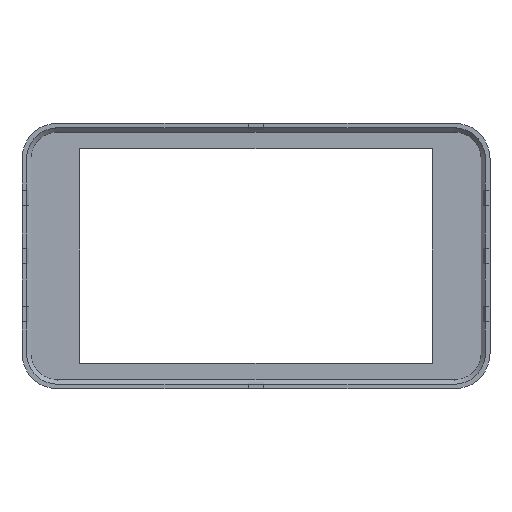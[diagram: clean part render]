
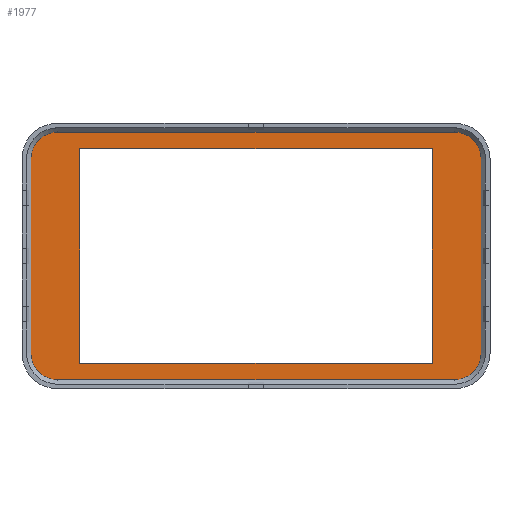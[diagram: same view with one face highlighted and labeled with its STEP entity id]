
A CAD part, top view. The second image highlights one B-rep face of the part: STEP entity #1977.
In plain terms, the highlighted planar face has unit normal (0, 0, 1).
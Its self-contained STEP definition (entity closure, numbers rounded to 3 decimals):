
#20=FACE_BOUND('',#293,.T.);
#77=CIRCLE('',#2108,8.7);
#79=CIRCLE('',#2112,8.7);
#81=CIRCLE('',#2116,8.7);
#83=CIRCLE('',#2120,8.7);
#177=FACE_OUTER_BOUND('',#292,.T.);
#292=EDGE_LOOP('',(#1677,#1678,#1679,#1680,#1681,#1682,#1683,#1684));
#293=EDGE_LOOP('',(#1685,#1686,#1687,#1688));
#512=LINE('',#3138,#752);
#517=LINE('',#3150,#757);
#520=LINE('',#3161,#760);
#524=LINE('',#3173,#764);
#536=LINE('',#3200,#776);
#537=LINE('',#3202,#777);
#538=LINE('',#3204,#778);
#539=LINE('',#3205,#779);
#752=VECTOR('',#2562,10.);
#757=VECTOR('',#2575,10.);
#760=VECTOR('',#2586,10.);
#764=VECTOR('',#2598,10.);
#776=VECTOR('',#2624,10.);
#777=VECTOR('',#2625,10.);
#778=VECTOR('',#2626,10.);
#779=VECTOR('',#2627,10.);
#946=VERTEX_POINT('',#3135);
#947=VERTEX_POINT('',#3137);
#949=VERTEX_POINT('',#3143);
#950=VERTEX_POINT('',#3148);
#952=VERTEX_POINT('',#3153);
#954=VERTEX_POINT('',#3159);
#956=VERTEX_POINT('',#3165);
#958=VERTEX_POINT('',#3171);
#965=VERTEX_POINT('',#3198);
#966=VERTEX_POINT('',#3199);
#967=VERTEX_POINT('',#3201);
#968=VERTEX_POINT('',#3203);
#1196=EDGE_CURVE('',#946,#947,#512,.T.);
#1200=EDGE_CURVE('',#949,#946,#77,.T.);
#1203=EDGE_CURVE('',#950,#949,#517,.T.);
#1205=EDGE_CURVE('',#952,#950,#79,.T.);
#1208=EDGE_CURVE('',#954,#952,#520,.T.);
#1211=EDGE_CURVE('',#956,#954,#81,.T.);
#1214=EDGE_CURVE('',#958,#956,#524,.T.);
#1216=EDGE_CURVE('',#947,#958,#83,.T.);
#1228=EDGE_CURVE('',#965,#966,#536,.T.);
#1229=EDGE_CURVE('',#967,#965,#537,.T.);
#1230=EDGE_CURVE('',#968,#967,#538,.T.);
#1231=EDGE_CURVE('',#966,#968,#539,.T.);
#1677=ORIENTED_EDGE('',*,*,#1196,.F.);
#1678=ORIENTED_EDGE('',*,*,#1200,.F.);
#1679=ORIENTED_EDGE('',*,*,#1203,.F.);
#1680=ORIENTED_EDGE('',*,*,#1205,.F.);
#1681=ORIENTED_EDGE('',*,*,#1208,.F.);
#1682=ORIENTED_EDGE('',*,*,#1211,.F.);
#1683=ORIENTED_EDGE('',*,*,#1214,.F.);
#1684=ORIENTED_EDGE('',*,*,#1216,.F.);
#1685=ORIENTED_EDGE('',*,*,#1228,.F.);
#1686=ORIENTED_EDGE('',*,*,#1229,.F.);
#1687=ORIENTED_EDGE('',*,*,#1230,.F.);
#1688=ORIENTED_EDGE('',*,*,#1231,.F.);
#1870=PLANE('',#2125);
#1977=ADVANCED_FACE('',(#177,#20),#1870,.F.);
#2108=AXIS2_PLACEMENT_3D('',#3145,#2568,#2569);
#2112=AXIS2_PLACEMENT_3D('',#3155,#2579,#2580);
#2116=AXIS2_PLACEMENT_3D('',#3167,#2591,#2592);
#2120=AXIS2_PLACEMENT_3D('',#3176,#2602,#2603);
#2125=AXIS2_PLACEMENT_3D('',#3197,#2622,#2623);
#2562=DIRECTION('',(1.,0.,0.));
#2568=DIRECTION('center_axis',(0.,0.,-1.));
#2569=DIRECTION('ref_axis',(-1.,0.,0.));
#2575=DIRECTION('',(0.,1.,0.));
#2579=DIRECTION('center_axis',(0.,0.,-1.));
#2580=DIRECTION('ref_axis',(0.,-1.,0.));
#2586=DIRECTION('',(-1.,0.,0.));
#2591=DIRECTION('center_axis',(0.,0.,-1.));
#2592=DIRECTION('ref_axis',(1.,0.,0.));
#2598=DIRECTION('',(0.,-1.,0.));
#2602=DIRECTION('center_axis',(0.,0.,-1.));
#2603=DIRECTION('ref_axis',(0.,1.,0.));
#2622=DIRECTION('center_axis',(0.,0.,-1.));
#2623=DIRECTION('ref_axis',(1.,0.,0.));
#2624=DIRECTION('',(0.,-1.,0.));
#2625=DIRECTION('',(-1.,0.,0.));
#2626=DIRECTION('',(0.,1.,0.));
#2627=DIRECTION('',(1.,0.,0.));
#3135=CARTESIAN_POINT('',(-64.7,40.4,-4.98));
#3137=CARTESIAN_POINT('',(64.7,40.4,-4.98));
#3138=CARTESIAN_POINT('',(-32.35,40.4,-4.98));
#3143=CARTESIAN_POINT('',(-73.4,31.7,-4.98));
#3145=CARTESIAN_POINT('Origin',(-64.7,31.7,-4.98));
#3148=CARTESIAN_POINT('',(-73.4,-31.7,-4.98));
#3150=CARTESIAN_POINT('',(-73.4,-15.85,-4.98));
#3153=CARTESIAN_POINT('',(-64.7,-40.4,-4.98));
#3155=CARTESIAN_POINT('Origin',(-64.7,-31.7,-4.98));
#3159=CARTESIAN_POINT('',(64.7,-40.4,-4.98));
#3161=CARTESIAN_POINT('',(32.35,-40.4,-4.98));
#3165=CARTESIAN_POINT('',(73.4,-31.7,-4.98));
#3167=CARTESIAN_POINT('Origin',(64.7,-31.7,-4.98));
#3171=CARTESIAN_POINT('',(73.4,31.7,-4.98));
#3173=CARTESIAN_POINT('',(73.4,15.85,-4.98));
#3176=CARTESIAN_POINT('Origin',(64.7,31.7,-4.98));
#3197=CARTESIAN_POINT('Origin',(0.,0.,-4.98));
#3198=CARTESIAN_POINT('',(-57.5,35.,-4.98));
#3199=CARTESIAN_POINT('',(-57.5,-35.,-4.98));
#3200=CARTESIAN_POINT('',(-57.5,35.,-4.98));
#3201=CARTESIAN_POINT('',(57.5,35.,-4.98));
#3202=CARTESIAN_POINT('',(57.5,35.,-4.98));
#3203=CARTESIAN_POINT('',(57.5,-35.,-4.98));
#3204=CARTESIAN_POINT('',(57.5,-35.,-4.98));
#3205=CARTESIAN_POINT('',(-57.5,-35.,-4.98));
